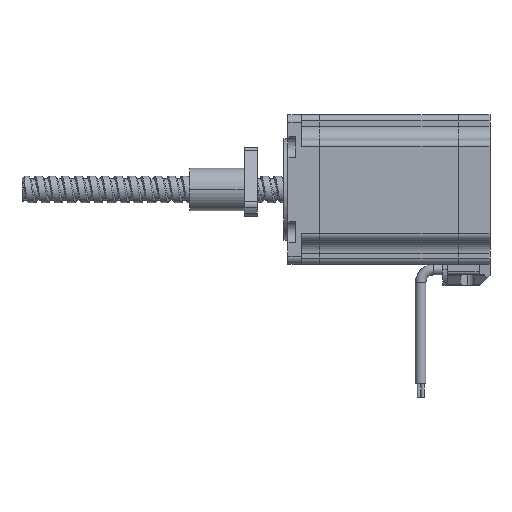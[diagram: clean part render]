
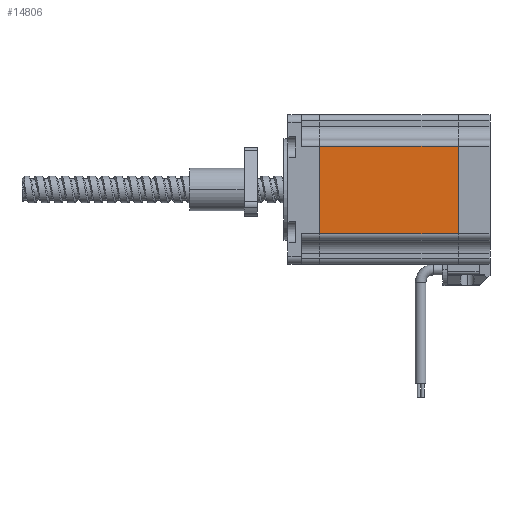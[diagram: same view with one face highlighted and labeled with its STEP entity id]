
A CAD part, left-side view. The second image highlights one B-rep face of the part: STEP entity #14806.
In plain terms, the highlighted planar face has unit normal (-1, 0, 0).
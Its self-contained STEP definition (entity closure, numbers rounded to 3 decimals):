
#352 = EDGE_CURVE ( 'NONE', #18085, #11884, #2881, .T. ) ;
#399 = DIRECTION ( 'NONE',  ( 0., 0., 1. ) ) ;
#867 = CARTESIAN_POINT ( 'NONE',  ( -28.1, -58.99, -16.7 ) ) ;
#1956 = CARTESIAN_POINT ( 'NONE',  ( -28.1, -71., -16.7 ) ) ;
#2076 = LINE ( 'NONE', #13303, #3883 ) ;
#2598 = ORIENTED_EDGE ( 'NONE', *, *, #9892, .F. ) ;
#2881 = LINE ( 'NONE', #5982, #11797 ) ;
#3084 = DIRECTION ( 'NONE',  ( 0., 1., 0. ) ) ;
#3115 = DIRECTION ( 'NONE',  ( 0., 0., -1. ) ) ;
#3515 = LINE ( 'NONE', #1956, #17803 ) ;
#3593 = ORIENTED_EDGE ( 'NONE', *, *, #8058, .F. ) ;
#3851 = CARTESIAN_POINT ( 'NONE',  ( -28.1, -7.001, -16.7 ) ) ;
#3883 = VECTOR ( 'NONE', #399, 1000. ) ;
#3945 = CARTESIAN_POINT ( 'NONE',  ( -28.1, -7.001, 16.3 ) ) ;
#4875 = VERTEX_POINT ( 'NONE', #3851 ) ;
#5234 = EDGE_LOOP ( 'NONE', ( #3593, #17137, #15661, #2598 ) ) ;
#5982 = CARTESIAN_POINT ( 'NONE',  ( -28.1, -71., 16.3 ) ) ;
#6346 = DIRECTION ( 'NONE',  ( 0., 0., -1. ) ) ;
#6595 = VERTEX_POINT ( 'NONE', #867 ) ;
#8012 = FACE_OUTER_BOUND ( 'NONE', #5234, .T. ) ;
#8058 = EDGE_CURVE ( 'NONE', #18085, #6595, #15703, .T. ) ;
#8284 = DIRECTION ( 'NONE',  ( 0., 1., 0. ) ) ;
#9365 = DIRECTION ( 'NONE',  ( 1., 0., 0. ) ) ;
#9892 = EDGE_CURVE ( 'NONE', #6595, #4875, #3515, .T. ) ;
#10898 = CARTESIAN_POINT ( 'NONE',  ( -28.1, -58.99, 16.3 ) ) ;
#11797 = VECTOR ( 'NONE', #3084, 1000. ) ;
#11884 = VERTEX_POINT ( 'NONE', #3945 ) ;
#13303 = CARTESIAN_POINT ( 'NONE',  ( -28.1, -7.001, 25.1 ) ) ;
#13951 = EDGE_CURVE ( 'NONE', #4875, #11884, #2076, .T. ) ;
#14806 = ADVANCED_FACE ( 'NONE', ( #8012 ), #16136, .F. ) ;
#15661 = ORIENTED_EDGE ( 'NONE', *, *, #13951, .F. ) ;
#15703 = LINE ( 'NONE', #17271, #20042 ) ;
#16136 = PLANE ( 'NONE',  #19460 ) ;
#17137 = ORIENTED_EDGE ( 'NONE', *, *, #352, .T. ) ;
#17271 = CARTESIAN_POINT ( 'NONE',  ( -28.1, -58.99, 25.1 ) ) ;
#17803 = VECTOR ( 'NONE', #8284, 1000. ) ;
#18085 = VERTEX_POINT ( 'NONE', #10898 ) ;
#19071 = CARTESIAN_POINT ( 'NONE',  ( -28.1, 5., 25.1 ) ) ;
#19460 = AXIS2_PLACEMENT_3D ( 'NONE', #19071, #9365, #6346 ) ;
#20042 = VECTOR ( 'NONE', #3115, 1000. ) ;
